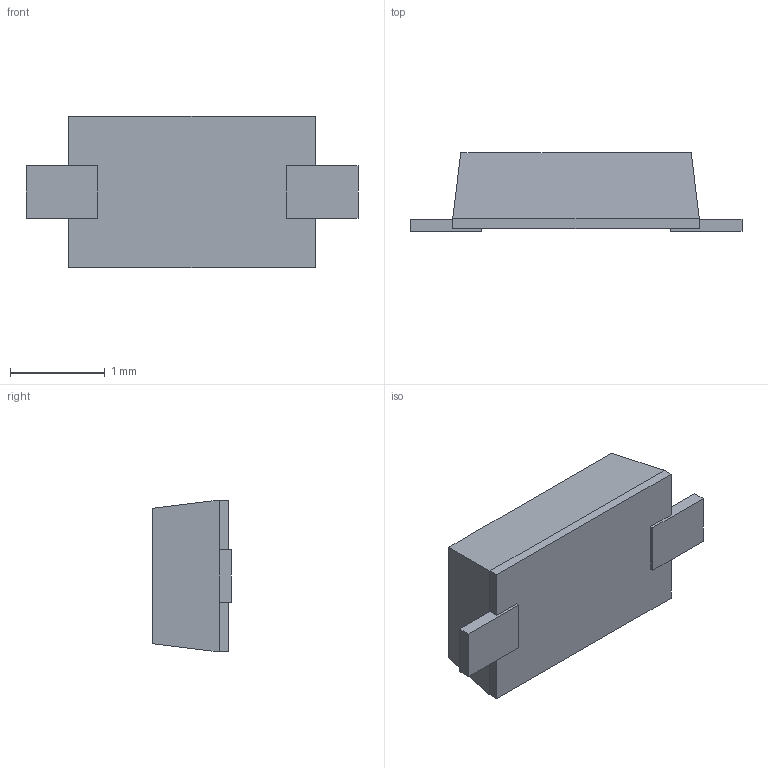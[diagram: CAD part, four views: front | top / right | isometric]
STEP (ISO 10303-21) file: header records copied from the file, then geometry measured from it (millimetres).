
FILE_DESCRIPTION (( 'STEP AP214' ), '1' );
FILE_NAME ('User Library-Mini2-F4-B.STEP', '2021-04-09T07:00:44', ( '' ), ( '' ), 'SwSTEP 2.0', 'SolidWorks 2020', '' );
FILE_SCHEMA (( 'AUTOMOTIVE_DESIGN' ));
Length unit declared in the file: millimetre
Products named in the file (1): User Library-Mini2-F4-B
Bounding box: 3.5 x 0.83 x 1.6 mm (x, y, z)
Volume: 3.2 mm3; surface area: 15.5 mm2
Topology: 1 solids, 1 shells, 30 faces, 72 edges, 44 vertices
Faces by surface type: plane 30
Entity records: 1017 total; most frequent: CARTESIAN_POINT 147, ORIENTED_EDGE 144, DIRECTION 134, LINE 72, EDGE_CURVE 72, VECTOR 72, VERTEX_POINT 44, AXIS2_PLACEMENT_3D 31
